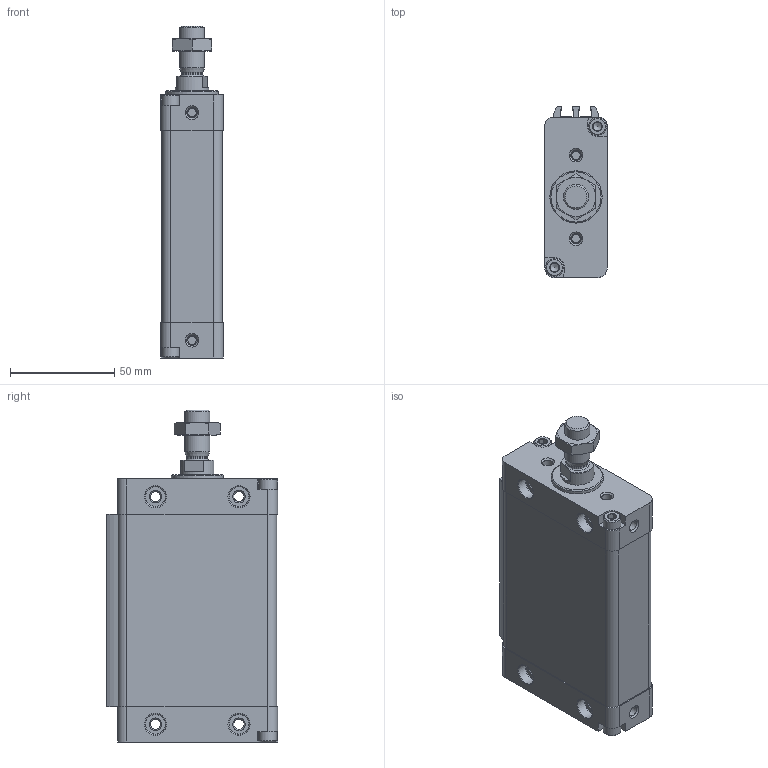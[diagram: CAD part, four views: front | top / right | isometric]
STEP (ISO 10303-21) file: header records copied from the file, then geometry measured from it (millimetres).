
FILE_DESCRIPTION(/* description */ ('STEP AP214'),/* implementation_level */ '2;1');
FILE_NAME(/* name */ '161281_DZF-40-50-A-P-A',/* time_stamp */ '2024-08-23T18:15:08+02:00',/* author */ ('License CC BY-ND 4.0'),/* organization */ ('CADENAS'),/* preprocessor_version */ 'ST-DEVELOPER v19.3',/* originating_system */ 'PARTsolutions',/* authorisation */ ' ');
FILE_SCHEMA (('AUTOMOTIVE_DESIGN {1 0 10303 214 3 1 1}'));
Length unit declared in the file: millimetre
Products named in the file (5): 161281 DZF-40-50-A-P-A---(0); 161281 DZF-40-50-A-P-A---(ZR); 161281 DZF-40-50-A-P-A---(KS); DIN-439-B - M12x1.25(F); 332223 DGP-25
Assembly tree (5 placements, depth 2):
  161281 DZF-40-50-A-P-A---(0)
    161281 DZF-40-50-A-P-A---(ZR)
    161281 DZF-40-50-A-P-A---(KS)
    DIN-439-B - M12x1.25(F)
    332223 DGP-25  x2
Bounding box: 30 x 82 x 159 mm (x, y, z)
Volume: 227970.8 mm3; surface area: 63102.9 mm2
Topology: 5 solids, 5 shells, 362 faces, 868 edges, 539 vertices
Faces by surface type: plane 175, cylinder 89, cone 72, torus 26
Full cylindrical faces by diameter (mm): 4 x1, 4.917 x18, 7.7 x2, 8.5 x4, 8.566 x4, 9.728 x4, 10 x8, 10.2 x1, 10.647 x1, 12 x1, 16 x2, 25 x1
Entity records: 9338 total; most frequent: CARTESIAN_POINT 1701, DIRECTION 1624, ORIENTED_EDGE 1368, EDGE_CURVE 684, AXIS2_PLACEMENT_3D 641, FACE_BOUND 496, VERTEX_POINT 492, EDGE_LOOP 490
